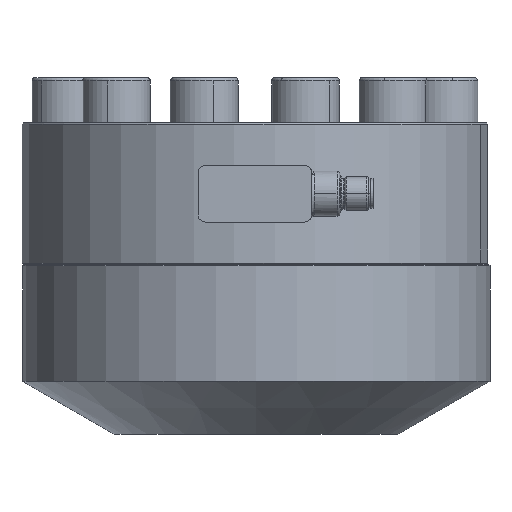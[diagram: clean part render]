
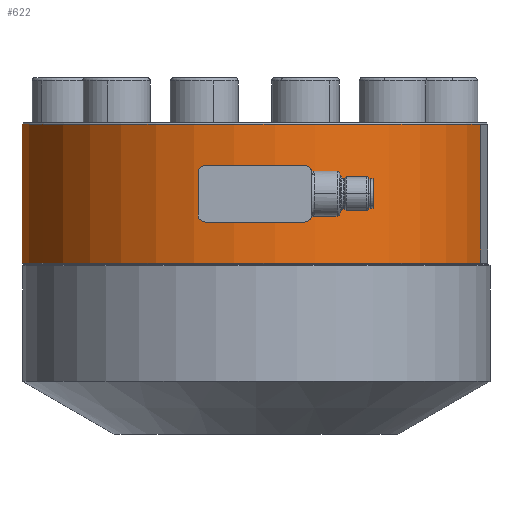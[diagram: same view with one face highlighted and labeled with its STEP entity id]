
A CAD part, front view. The second image highlights one B-rep face of the part: STEP entity #622.
In plain terms, the highlighted cylindrical face has radius 82.5 mm (diameter 165 mm), a partial arc.
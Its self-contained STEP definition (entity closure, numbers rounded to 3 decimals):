
#622=ADVANCED_FACE('0:363',(#1351),#1352,.T.);
#1351=FACE_OUTER_BOUND('',#2281,.T.);
#1352=CYLINDRICAL_SURFACE('',#2282,82.5);
#2281=EDGE_LOOP('',(#3536,#3537,#3538,#3539));
#2282=AXIS2_PLACEMENT_3D('',#3540,#3541,#3542);
#3536=ORIENTED_EDGE('',*,*,#5745,.T.);
#3537=ORIENTED_EDGE('',*,*,#5767,.F.);
#3538=ORIENTED_EDGE('',*,*,#5746,.T.);
#3539=ORIENTED_EDGE('',*,*,#5768,.F.);
#3540=CARTESIAN_POINT('',(0.0,19.731,-6.));
#3541=DIRECTION('',(0.,0.,-1.0));
#3542=DIRECTION('',(0.966,-0.259,0.));
#5745=EDGE_CURVE('',#6500,#6831,#6832,.T.);
#5746=EDGE_CURVE('',#6833,#6498,#6834,.T.);
#5767=EDGE_CURVE('',#6833,#6831,#6863,.T.);
#5768=EDGE_CURVE('0:537',#6500,#6498,#6864,.T.);
#6498=VERTEX_POINT('',#7864);
#6500=VERTEX_POINT('',#7867);
#6831=VERTEX_POINT('',#8276);
#6832=LINE('',#8277,#8278);
#6833=VERTEX_POINT('',#8279);
#6834=LINE('',#8280,#8281);
#6863=CIRCLE('',#8335,82.5);
#6864=CIRCLE('',#8336,82.5);
#7864=CARTESIAN_POINT('',(-79.689,41.083,-5.5));
#7867=CARTESIAN_POINT('',(79.689,-1.622,-5.5));
#8276=CARTESIAN_POINT('',(79.689,-1.622,43.5));
#8277=CARTESIAN_POINT('',(79.689,-1.622,19.));
#8278=VECTOR('',#10118,1.0);
#8279=CARTESIAN_POINT('',(-79.689,41.083,43.5));
#8280=CARTESIAN_POINT('',(-79.689,41.083,19.));
#8281=VECTOR('',#10119,1.0);
#8335=AXIS2_PLACEMENT_3D('',#10145,#10146,#10147);
#8336=AXIS2_PLACEMENT_3D('',#10148,#10149,#10150);
#10118=DIRECTION('',(0.,0.,1.0));
#10119=DIRECTION('',(0.,0.,-1.0));
#10145=CARTESIAN_POINT('',(0.0,19.731,43.5));
#10146=DIRECTION('',(0.,0.,1.0));
#10147=DIRECTION('',(-0.966,0.259,0.));
#10148=CARTESIAN_POINT('',(0.0,19.731,-5.5));
#10149=DIRECTION('',(0.,0.,-1.0));
#10150=DIRECTION('',(-0.966,0.259,0.));
